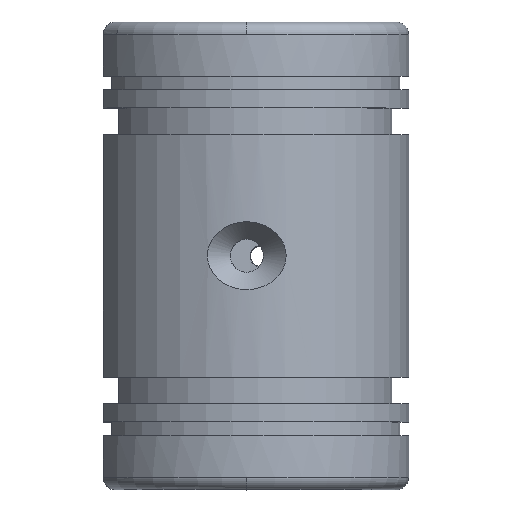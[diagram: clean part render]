
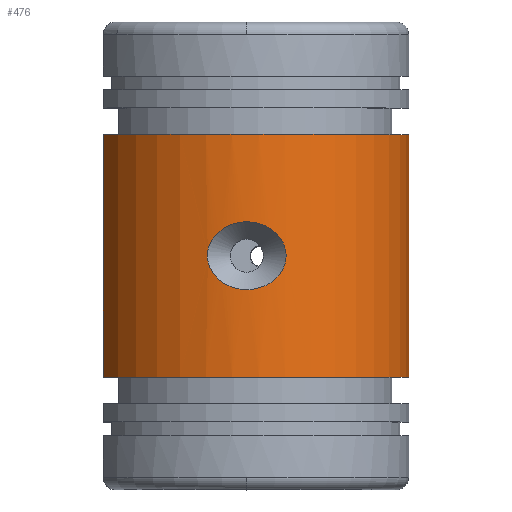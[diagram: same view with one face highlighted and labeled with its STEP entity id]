
A CAD part, top view. The second image highlights one B-rep face of the part: STEP entity #476.
In plain terms, the highlighted cylindrical face has radius 23.468 mm (diameter 46.937 mm), a partial arc.
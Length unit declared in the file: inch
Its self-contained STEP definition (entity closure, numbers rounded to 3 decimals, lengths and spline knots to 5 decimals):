
#392=CARTESIAN_POINT('',(0.,-0.03118,0.0));
#393=DIRECTION('',(0.0,-1.0,0.0));
#394=DIRECTION('',(1.0,0.0,0.0));
#395=AXIS2_PLACEMENT_3D('',#392,#393,#394);
#396=CYLINDRICAL_SURFACE('',#395,0.92395);
#397=CARTESIAN_POINT('',(0.92395,0.66092,0.));
#398=VERTEX_POINT('',#397);
#399=CARTESIAN_POINT('',(0.92395,-0.72328,0.));
#400=VERTEX_POINT('',#399);
#401=CARTESIAN_POINT('',(0.92395,0.66092,0.));
#402=DIRECTION('',(0.0,-1.0,0.0));
#403=VECTOR('',#402,1.3842);
#404=LINE('',#401,#403);
#405=EDGE_CURVE('',#398,#400,#404,.T.);
#406=ORIENTED_EDGE('',*,*,#405,.F.);
#407=CARTESIAN_POINT('',(-0.81846,0.66092,0.42873));
#408=VERTEX_POINT('',#407);
#409=CARTESIAN_POINT('',(0.,0.66092,0.0));
#410=DIRECTION('',(0.0,-1.0,0.0));
#411=DIRECTION('',(1.0,0.0,0.0));
#412=AXIS2_PLACEMENT_3D('',#409,#410,#411);
#413=CIRCLE('',#412,0.92395);
#414=EDGE_CURVE('',#398,#408,#413,.T.);
#415=ORIENTED_EDGE('',*,*,#414,.T.);
#416=CARTESIAN_POINT('',(-0.81846,-0.72328,0.42873));
#417=VERTEX_POINT('',#416);
#418=CARTESIAN_POINT('',(-0.81846,0.66092,0.42873));
#419=DIRECTION('',(0.0,-1.0,0.0));
#420=VECTOR('',#419,1.3842);
#421=LINE('',#418,#420);
#422=EDGE_CURVE('',#408,#417,#421,.T.);
#423=ORIENTED_EDGE('',*,*,#422,.T.);
#424=CARTESIAN_POINT('',(0.,-0.72328,0.0));
#425=DIRECTION('',(0.0,-1.0,0.0));
#426=DIRECTION('',(1.0,0.0,0.0));
#427=AXIS2_PLACEMENT_3D('',#424,#425,#426);
#428=CIRCLE('',#427,0.92395);
#429=EDGE_CURVE('',#400,#417,#428,.T.);
#430=ORIENTED_EDGE('',*,*,#429,.F.);
#431=EDGE_LOOP('',(#406,#415,#423,#430));
#432=FACE_OUTER_BOUND('',#431,.T.);
#433=CARTESIAN_POINT('',(-0.22444,-0.03118,0.89628));
#434=VERTEX_POINT('',#433);
#435=CARTESIAN_POINT('',(-0.22444,-0.03118,0.89628));
#436=CARTESIAN_POINT('',(-0.22444,-0.01373,0.89628));
#437=CARTESIAN_POINT('',(-0.22264,0.00326,0.89676));
#438=CARTESIAN_POINT('',(-0.20592,0.04959,0.90075));
#439=CARTESIAN_POINT('',(-0.19062,0.07512,0.90436));
#440=CARTESIAN_POINT('',(-0.14601,0.11876,0.91262));
#441=CARTESIAN_POINT('',(-0.11694,0.13636,0.91698));
#442=CARTESIAN_POINT('',(-0.05884,0.1577,0.92254));
#443=CARTESIAN_POINT('',(-0.02939,0.1625,0.92395));
#444=CARTESIAN_POINT('',(0.02939,0.1625,0.92395));
#445=CARTESIAN_POINT('',(0.0588,0.15744,0.92248));
#446=CARTESIAN_POINT('',(0.113,0.13806,0.91742));
#447=CARTESIAN_POINT('',(0.13775,0.1238,0.91387));
#448=CARTESIAN_POINT('',(0.17916,0.08817,0.90666));
#449=CARTESIAN_POINT('',(0.19584,0.0668,0.90303));
#450=CARTESIAN_POINT('',(0.21852,0.01981,0.89781));
#451=CARTESIAN_POINT('',(0.22444,-0.0057,0.89628));
#452=CARTESIAN_POINT('',(0.22444,-0.05665,0.89628));
#453=CARTESIAN_POINT('',(0.21852,-0.08216,0.89781));
#454=CARTESIAN_POINT('',(0.19584,-0.12915,0.90303));
#455=CARTESIAN_POINT('',(0.17916,-0.15052,0.90666));
#456=CARTESIAN_POINT('',(0.13775,-0.18615,0.91387));
#457=CARTESIAN_POINT('',(0.113,-0.20041,0.91742));
#458=CARTESIAN_POINT('',(0.0588,-0.21979,0.92248));
#459=CARTESIAN_POINT('',(0.02939,-0.22485,0.92395));
#460=CARTESIAN_POINT('',(-0.02939,-0.22485,0.92395));
#461=CARTESIAN_POINT('',(-0.05884,-0.22005,0.92254));
#462=CARTESIAN_POINT('',(-0.10968,-0.20138,0.91768));
#463=CARTESIAN_POINT('',(-0.13151,-0.18966,0.91474));
#464=CARTESIAN_POINT('',(-0.16465,-0.16382,0.90928));
#465=CARTESIAN_POINT('',(-0.17712,-0.15117,0.90687));
#466=CARTESIAN_POINT('',(-0.20239,-0.11818,0.90164));
#467=CARTESIAN_POINT('',(-0.21236,-0.09668,0.89923));
#468=CARTESIAN_POINT('',(-0.22308,-0.05971,0.89663));
#469=CARTESIAN_POINT('',(-0.22444,-0.04589,0.89628));
#470=CARTESIAN_POINT('',(-0.22444,-0.03118,0.89628));
#471=B_SPLINE_CURVE_WITH_KNOTS('',3,(#435,#436,#437,#438,#439,#440,#441,#442,#443,#444,#445,#446,#447,#448,#449,#450,#451,#452,#453,#454,#455,#456,#457,#458,#459,#460,#461,#462,#463,#464,#465,#466,#467,#468,#469,#470),.UNSPECIFIED.,.T.,.U.,(4,2,2,2,2,2,2,2,2,2,2,2,2,2,2,2,2,4),(0.0,0.1916,0.38321,0.57481,0.76642,0.95802,1.14962,1.34123,1.53283,1.72444,1.91604,2.10764,2.29925,2.49085,2.63455,2.74233,2.904,3.06566),.UNSPECIFIED.);
#472=EDGE_CURVE('',#434,#434,#471,.F.);
#473=ORIENTED_EDGE('',*,*,#472,.F.);
#474=EDGE_LOOP('',(#473));
#475=FACE_BOUND('',#474,.T.);
#476=ADVANCED_FACE('',(#432,#475),#396,.T.);
